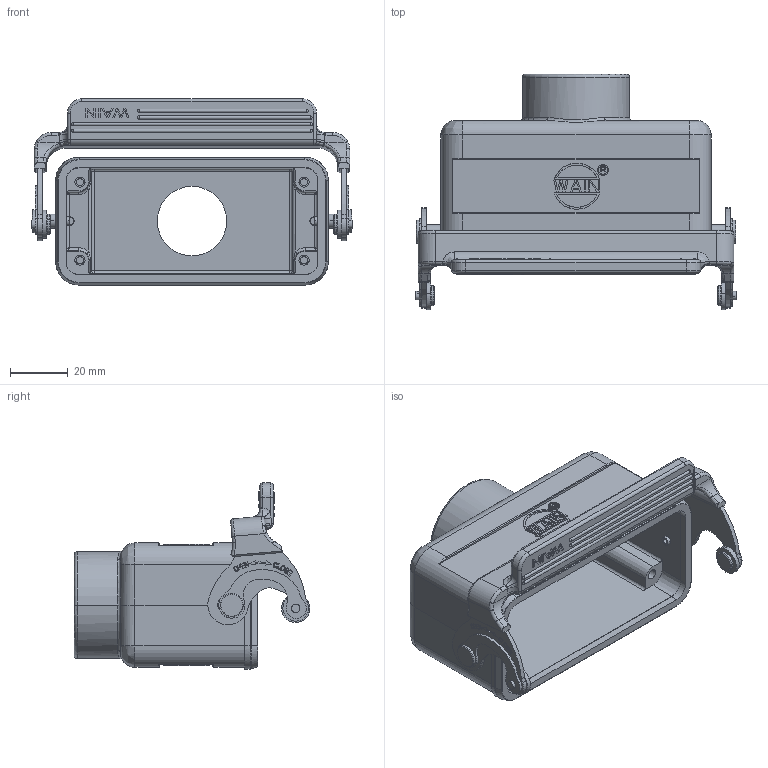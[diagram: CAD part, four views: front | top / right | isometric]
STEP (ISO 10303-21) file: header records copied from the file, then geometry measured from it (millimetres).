
FILE_DESCRIPTION(/* description */ (''),/* implementation_level */ '2;1');
FILE_NAME(/* name */ '3D_1240167211011_HV16B-CCT-1L_SC-PG21_V1.1.stp',/* time_stamp */ '2024-01-10T11:14:07+08:00',/* author */ (''),/* organization */ (''),/* preprocessor_version */ 'ST-DEVELOPER v18.1',/* originating_system */ 'SIEMENS PLM Software NX 1980',/* authorisation */ '');
FILE_SCHEMA (('AUTOMOTIVE_DESIGN { 1 0 10303 214 3 1 1 1 }'));
Length unit declared in the file: millimetre
Products named in the file (1): 1459141CBC7C0z3w
Bounding box: 110.7 x 81.48 x 64.43 mm (x, y, z)
Volume: 74693.5 mm3; surface area: 44432.7 mm2
Topology: 3 solids, 19 shells, 1303 faces, 3451 edges, 2269 vertices
Faces by surface type: plane 633, cylinder 465, torus 55, cone 51, extrusion 44, bspline 37, sphere 18
Full cylindrical faces by diameter (mm): 24 x1, 26.9 x1
Entity records: 46584 total; most frequent: CARTESIAN_POINT 13270, ORIENTED_EDGE 6856, DIRECTION 5454, EDGE_CURVE 3428, VERTEX_POINT 2267, AXIS2_PLACEMENT_3D 1908, VECTOR 1638, LINE 1594
